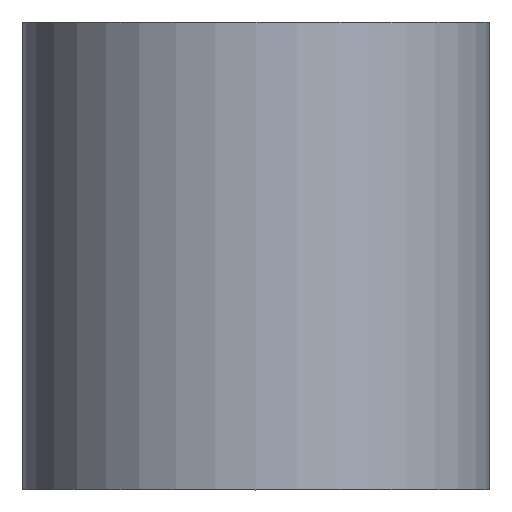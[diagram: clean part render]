
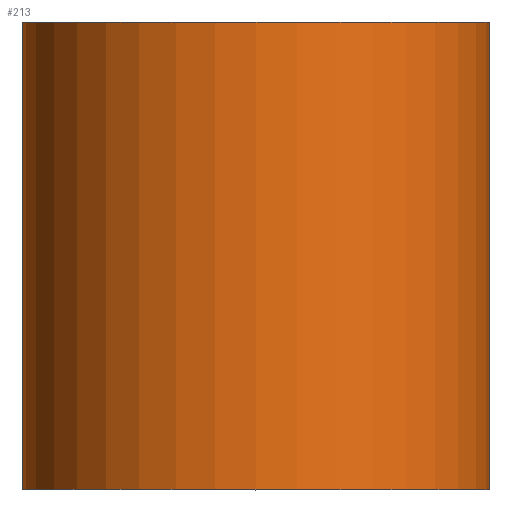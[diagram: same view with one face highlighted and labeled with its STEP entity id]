
A CAD part, top view. The second image highlights one B-rep face of the part: STEP entity #213.
In plain terms, the highlighted cylindrical face has radius 15 mm (diameter 30 mm), a partial arc.
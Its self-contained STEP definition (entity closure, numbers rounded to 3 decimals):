
#213=ADVANCED_FACE('',(#522),#523,.T.);
#299=EDGE_CURVE('',#431,#407,#622,.T.);
#323=EDGE_CURVE('',#431,#343,#647,.T.);
#331=EDGE_CURVE('',#401,#343,#656,.T.);
#343=VERTEX_POINT('',#670);
#401=VERTEX_POINT('',#735);
#407=VERTEX_POINT('',#741);
#431=VERTEX_POINT('',#769);
#439=EDGE_CURVE('',#401,#407,#778,.T.);
#522=FACE_OUTER_BOUND('',#866,.T.);
#523=CYLINDRICAL_SURFACE('',#867,15.0);
#622=CIRCLE('',#998,15.0);
#647=LINE('',#1032,#1033);
#656=CIRCLE('',#1045,15.0);
#670=CARTESIAN_POINT('',(15.0,0.,0.));
#735=CARTESIAN_POINT('',(-15.0,0.,0.0));
#741=CARTESIAN_POINT('',(-15.0,-30.0,0.0));
#769=CARTESIAN_POINT('',(15.0,-30.0,0.));
#778=LINE('',#1201,#1202);
#866=EDGE_LOOP('',(#1278,#1279,#1280,#1281));
#867=AXIS2_PLACEMENT_3D('',#1282,#1283,#1284);
#998=AXIS2_PLACEMENT_3D('',#1419,#1420,#1421);
#1032=CARTESIAN_POINT('',(15.0,-15.0,0.));
#1033=VECTOR('',#1444,1.0);
#1045=AXIS2_PLACEMENT_3D('',#1459,#1460,#1461);
#1201=CARTESIAN_POINT('',(-15.0,-15.0,0.));
#1202=VECTOR('',#1598,1.0);
#1278=ORIENTED_EDGE('',*,*,#439,.T.);
#1279=ORIENTED_EDGE('',*,*,#299,.F.);
#1280=ORIENTED_EDGE('',*,*,#323,.T.);
#1281=ORIENTED_EDGE('',*,*,#331,.F.);
#1282=CARTESIAN_POINT('',(0.,-15.0,0.0));
#1283=DIRECTION('',(0.,1.0,-0.0));
#1284=DIRECTION('',(-1.0,0.,0.0));
#1419=CARTESIAN_POINT('',(0.,-30.0,0.0));
#1420=DIRECTION('',(0.,-1.0,0.0));
#1421=DIRECTION('',(-1.0,0.,0.0));
#1444=DIRECTION('',(0.,1.0,-0.0));
#1459=CARTESIAN_POINT('',(0.0,0.0,0.0));
#1460=DIRECTION('',(0.,1.0,0.0));
#1461=DIRECTION('',(-1.0,0.,0.0));
#1598=DIRECTION('',(0.,-1.0,0.0));
